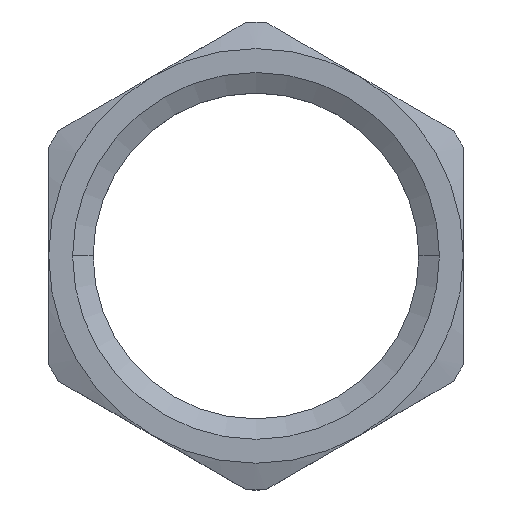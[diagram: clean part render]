
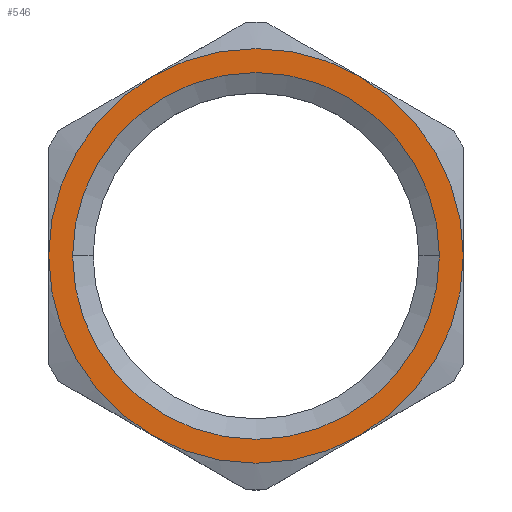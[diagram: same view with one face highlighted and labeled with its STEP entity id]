
A CAD part, top view. The second image highlights one B-rep face of the part: STEP entity #546.
In plain terms, the highlighted planar face has unit normal (0, 0, 1).
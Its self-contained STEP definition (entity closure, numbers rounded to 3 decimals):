
#150=CARTESIAN_POINT('',(6.193,0.0,11.8));
#151=VERTEX_POINT('',#150);
#159=CARTESIAN_POINT('',(-6.193,0.,11.8));
#160=VERTEX_POINT('',#159);
#167=CARTESIAN_POINT('',(0.0,0.0,11.8));
#168=DIRECTION('',(0.0,0.0,1.0));
#169=DIRECTION('',(1.0,0.0,0.0));
#170=AXIS2_PLACEMENT_3D('',#167,#168,#169);
#171=CIRCLE('',#170,6.193);
#172=EDGE_CURVE('',#160,#151,#171,.T.);
#294=CARTESIAN_POINT('',(3.5,6.062,11.8));
#295=VERTEX_POINT('',#294);
#296=CARTESIAN_POINT('',(-3.5,6.062,11.8));
#297=VERTEX_POINT('',#296);
#298=CARTESIAN_POINT('',(0.0,0.0,11.8));
#299=DIRECTION('',(0.0,0.0,1.0));
#300=DIRECTION('',(0.0,1.0,0.0));
#301=AXIS2_PLACEMENT_3D('',#298,#299,#300);
#302=CIRCLE('',#301,7.0);
#303=EDGE_CURVE('',#295,#297,#302,.T.);
#361=CARTESIAN_POINT('',(3.5,-6.062,11.8));
#362=VERTEX_POINT('',#361);
#376=CARTESIAN_POINT('',(-3.5,-6.062,11.8));
#377=VERTEX_POINT('',#376);
#378=CARTESIAN_POINT('',(0.0,0.0,11.8));
#379=DIRECTION('',(0.0,0.0,1.0));
#380=DIRECTION('',(0.0,1.0,0.0));
#381=AXIS2_PLACEMENT_3D('',#378,#379,#380);
#382=CIRCLE('',#381,7.0);
#383=EDGE_CURVE('',#377,#362,#382,.T.);
#407=CARTESIAN_POINT('',(0.0,0.0,11.8));
#408=DIRECTION('',(0.0,0.0,1.0));
#409=DIRECTION('',(1.0,0.0,0.0));
#410=AXIS2_PLACEMENT_3D('',#407,#408,#409);
#411=CIRCLE('',#410,6.193);
#412=EDGE_CURVE('',#151,#160,#411,.T.);
#501=CARTESIAN_POINT('',(7.7,7.7,11.8));
#502=DIRECTION('',(0.0,0.0,1.0));
#503=DIRECTION('',(1.0,0.0,0.0));
#504=AXIS2_PLACEMENT_3D('',#501,#502,#503);
#505=PLANE('',#504);
#506=CARTESIAN_POINT('',(-7.0,0.,11.8));
#507=VERTEX_POINT('',#506);
#508=CARTESIAN_POINT('',(0.0,0.0,11.8));
#509=DIRECTION('',(0.0,0.0,1.0));
#510=DIRECTION('',(0.0,1.0,0.0));
#511=AXIS2_PLACEMENT_3D('',#508,#509,#510);
#512=CIRCLE('',#511,7.0);
#513=EDGE_CURVE('',#507,#377,#512,.T.);
#514=ORIENTED_EDGE('',*,*,#513,.T.);
#515=ORIENTED_EDGE('',*,*,#383,.T.);
#516=CARTESIAN_POINT('',(7.0,0.,11.8));
#517=VERTEX_POINT('',#516);
#518=CARTESIAN_POINT('',(0.0,0.0,11.8));
#519=DIRECTION('',(0.0,0.0,1.0));
#520=DIRECTION('',(0.0,1.0,0.0));
#521=AXIS2_PLACEMENT_3D('',#518,#519,#520);
#522=CIRCLE('',#521,7.0);
#523=EDGE_CURVE('',#362,#517,#522,.T.);
#524=ORIENTED_EDGE('',*,*,#523,.T.);
#525=CARTESIAN_POINT('',(0.0,0.0,11.8));
#526=DIRECTION('',(0.0,0.0,1.0));
#527=DIRECTION('',(0.0,1.0,0.0));
#528=AXIS2_PLACEMENT_3D('',#525,#526,#527);
#529=CIRCLE('',#528,7.0);
#530=EDGE_CURVE('',#517,#295,#529,.T.);
#531=ORIENTED_EDGE('',*,*,#530,.T.);
#532=ORIENTED_EDGE('',*,*,#303,.T.);
#533=CARTESIAN_POINT('',(0.0,0.0,11.8));
#534=DIRECTION('',(0.0,0.0,1.0));
#535=DIRECTION('',(0.0,1.0,0.0));
#536=AXIS2_PLACEMENT_3D('',#533,#534,#535);
#537=CIRCLE('',#536,7.0);
#538=EDGE_CURVE('',#297,#507,#537,.T.);
#539=ORIENTED_EDGE('',*,*,#538,.T.);
#540=EDGE_LOOP('',(#514,#515,#524,#531,#532,#539));
#541=FACE_OUTER_BOUND('',#540,.T.);
#542=ORIENTED_EDGE('',*,*,#172,.F.);
#543=ORIENTED_EDGE('',*,*,#412,.F.);
#544=EDGE_LOOP('',(#542,#543));
#545=FACE_BOUND('',#544,.T.);
#546=ADVANCED_FACE('',(#541,#545),#505,.T.);
